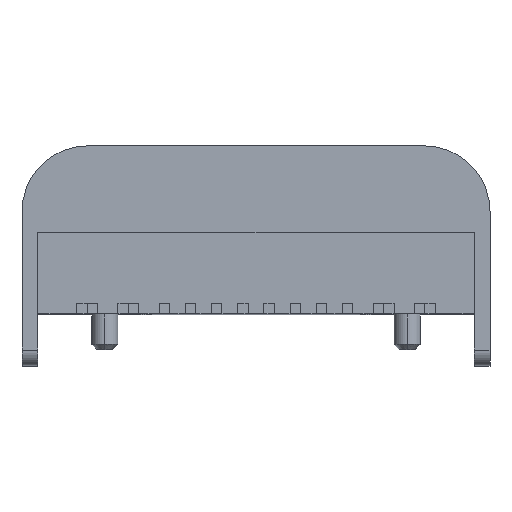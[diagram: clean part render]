
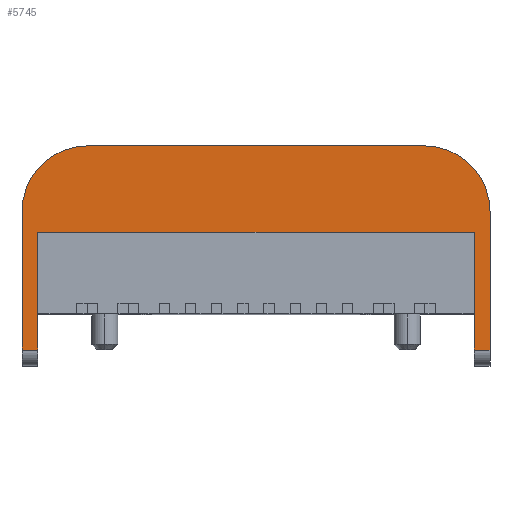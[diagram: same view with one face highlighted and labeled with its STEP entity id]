
A CAD part, top view. The second image highlights one B-rep face of the part: STEP entity #5745.
In plain terms, the highlighted planar face has unit normal (0, 0, 1).
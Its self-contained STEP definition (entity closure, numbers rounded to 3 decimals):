
#24 = CARTESIAN_POINT ( 'NONE',  ( 4.47, -0.69, 7.3 ) ) ;
#75 = EDGE_CURVE ( 'NONE', #1179, #1279, #8347, .T. ) ;
#272 = LINE ( 'NONE', #1880, #5437 ) ;
#322 = AXIS2_PLACEMENT_3D ( 'NONE', #7903, #3805, #8586 ) ;
#372 = ORIENTED_EDGE ( 'NONE', *, *, #75, .T. ) ;
#428 = EDGE_CURVE ( 'NONE', #7652, #7917, #1926, .T. ) ;
#565 = DIRECTION ( 'NONE',  ( 0., 1., 0. ) ) ;
#717 = CARTESIAN_POINT ( 'NONE',  ( 4.17, -0.69, 7.3 ) ) ;
#762 = DIRECTION ( 'NONE',  ( 0., -1., 0. ) ) ;
#802 = ORIENTED_EDGE ( 'NONE', *, *, #5638, .T. ) ;
#1018 = LINE ( 'NONE', #4547, #7832 ) ;
#1083 = CARTESIAN_POINT ( 'NONE',  ( -4.47, -0.69, 7.3 ) ) ;
#1179 = VERTEX_POINT ( 'NONE', #1411 ) ;
#1214 = DIRECTION ( 'NONE',  ( -1., 0., 0. ) ) ;
#1267 = LINE ( 'NONE', #7701, #8315 ) ;
#1279 = VERTEX_POINT ( 'NONE', #7980 ) ;
#1411 = CARTESIAN_POINT ( 'NONE',  ( 4.47, 1.955, 7.3 ) ) ;
#1459 = CARTESIAN_POINT ( 'NONE',  ( -4.17, 1.555, 7.3 ) ) ;
#1880 = CARTESIAN_POINT ( 'NONE',  ( -3.215, 3.21, 7.3 ) ) ;
#1926 = LINE ( 'NONE', #4810, #3744 ) ;
#2147 = ORIENTED_EDGE ( 'NONE', *, *, #428, .F. ) ;
#2233 = DIRECTION ( 'NONE',  ( 0., 0., 1. ) ) ;
#2539 = VECTOR ( 'NONE', #7404, 1000. ) ;
#2581 = ORIENTED_EDGE ( 'NONE', *, *, #6960, .F. ) ;
#2626 = DIRECTION ( 'NONE',  ( -1., 0., 0. ) ) ;
#2700 = EDGE_CURVE ( 'NONE', #7722, #3993, #3000, .T. ) ;
#2865 = ORIENTED_EDGE ( 'NONE', *, *, #7717, .T. ) ;
#3000 = CIRCLE ( 'NONE', #6914, 1.255 ) ;
#3218 = EDGE_CURVE ( 'NONE', #7652, #5283, #1018, .T. ) ;
#3296 = DIRECTION ( 'NONE',  ( -1., 0., 0. ) ) ;
#3720 = EDGE_CURVE ( 'NONE', #1279, #7722, #272, .T. ) ;
#3744 = VECTOR ( 'NONE', #762, 1000. ) ;
#3805 = DIRECTION ( 'NONE',  ( 0., 0., 1. ) ) ;
#3808 = VECTOR ( 'NONE', #565, 1000. ) ;
#3993 = VERTEX_POINT ( 'NONE', #8499 ) ;
#4084 = VECTOR ( 'NONE', #2626, 1000. ) ;
#4166 = EDGE_CURVE ( 'NONE', #7575, #1179, #7226, .T. ) ;
#4168 = ORIENTED_EDGE ( 'NONE', *, *, #5939, .T. ) ;
#4293 = VERTEX_POINT ( 'NONE', #717 ) ;
#4365 = LINE ( 'NONE', #6032, #2539 ) ;
#4547 = CARTESIAN_POINT ( 'NONE',  ( 3.17, 1.555, 7.3 ) ) ;
#4619 = CARTESIAN_POINT ( 'NONE',  ( 4.47, 1.955, 7.3 ) ) ;
#4654 = VECTOR ( 'NONE', #6565, 1000. ) ;
#4810 = CARTESIAN_POINT ( 'NONE',  ( -4.17, 1.555, 7.3 ) ) ;
#5245 = ORIENTED_EDGE ( 'NONE', *, *, #3720, .T. ) ;
#5283 = VERTEX_POINT ( 'NONE', #7565 ) ;
#5437 = VECTOR ( 'NONE', #1214, 1000. ) ;
#5474 = ORIENTED_EDGE ( 'NONE', *, *, #3218, .T. ) ;
#5638 = EDGE_CURVE ( 'NONE', #3993, #8208, #8509, .T. ) ;
#5653 = AXIS2_PLACEMENT_3D ( 'NONE', #6710, #7398, #3296 ) ;
#5745 = ADVANCED_FACE ( 'NONE', ( #8404 ), #6026, .F. ) ;
#5893 = LINE ( 'NONE', #6023, #4084 ) ;
#5939 = EDGE_CURVE ( 'NONE', #5283, #4293, #4365, .T. ) ;
#6023 = CARTESIAN_POINT ( 'NONE',  ( -4.17, -0.69, 7.3 ) ) ;
#6026 = PLANE ( 'NONE',  #5653 ) ;
#6032 = CARTESIAN_POINT ( 'NONE',  ( 4.17, 1.555, 7.3 ) ) ;
#6323 = CARTESIAN_POINT ( 'NONE',  ( -3.215, 1.955, 7.3 ) ) ;
#6544 = CARTESIAN_POINT ( 'NONE',  ( -4.17, -0.69, 7.3 ) ) ;
#6565 = DIRECTION ( 'NONE',  ( 0., -1., 0. ) ) ;
#6710 = CARTESIAN_POINT ( 'NONE',  ( 3.215, 1.955, 7.3 ) ) ;
#6914 = AXIS2_PLACEMENT_3D ( 'NONE', #6323, #2233, #7004 ) ;
#6960 = EDGE_CURVE ( 'NONE', #7917, #8208, #5893, .T. ) ;
#7004 = DIRECTION ( 'NONE',  ( 1., 0., 0. ) ) ;
#7007 = CARTESIAN_POINT ( 'NONE',  ( -3.215, 3.21, 7.3 ) ) ;
#7226 = LINE ( 'NONE', #4619, #3808 ) ;
#7250 = CARTESIAN_POINT ( 'NONE',  ( -4.47, 1.955, 7.3 ) ) ;
#7398 = DIRECTION ( 'NONE',  ( 0., 0., -1. ) ) ;
#7404 = DIRECTION ( 'NONE',  ( 0., -1., 0. ) ) ;
#7565 = CARTESIAN_POINT ( 'NONE',  ( 4.17, 1.555, 7.3 ) ) ;
#7575 = VERTEX_POINT ( 'NONE', #24 ) ;
#7601 = EDGE_LOOP ( 'NONE', ( #2147, #5474, #4168, #2865, #8697, #372, #5245, #8220, #802, #2581 ) ) ;
#7652 = VERTEX_POINT ( 'NONE', #1459 ) ;
#7701 = CARTESIAN_POINT ( 'NONE',  ( 4.17, -0.69, 7.3 ) ) ;
#7717 = EDGE_CURVE ( 'NONE', #4293, #7575, #1267, .T. ) ;
#7722 = VERTEX_POINT ( 'NONE', #7007 ) ;
#7832 = VECTOR ( 'NONE', #8634, 1000. ) ;
#7903 = CARTESIAN_POINT ( 'NONE',  ( 3.215, 1.955, 7.3 ) ) ;
#7917 = VERTEX_POINT ( 'NONE', #6544 ) ;
#7980 = CARTESIAN_POINT ( 'NONE',  ( 3.215, 3.21, 7.3 ) ) ;
#8208 = VERTEX_POINT ( 'NONE', #1083 ) ;
#8220 = ORIENTED_EDGE ( 'NONE', *, *, #2700, .T. ) ;
#8315 = VECTOR ( 'NONE', #8388, 1000. ) ;
#8347 = CIRCLE ( 'NONE', #322, 1.255 ) ;
#8388 = DIRECTION ( 'NONE',  ( 1., 0., 0. ) ) ;
#8404 = FACE_OUTER_BOUND ( 'NONE', #7601, .T. ) ;
#8499 = CARTESIAN_POINT ( 'NONE',  ( -4.47, 1.955, 7.3 ) ) ;
#8509 = LINE ( 'NONE', #7250, #4654 ) ;
#8586 = DIRECTION ( 'NONE',  ( -1., 0., 0. ) ) ;
#8634 = DIRECTION ( 'NONE',  ( 1., 0., 0. ) ) ;
#8697 = ORIENTED_EDGE ( 'NONE', *, *, #4166, .T. ) ;
